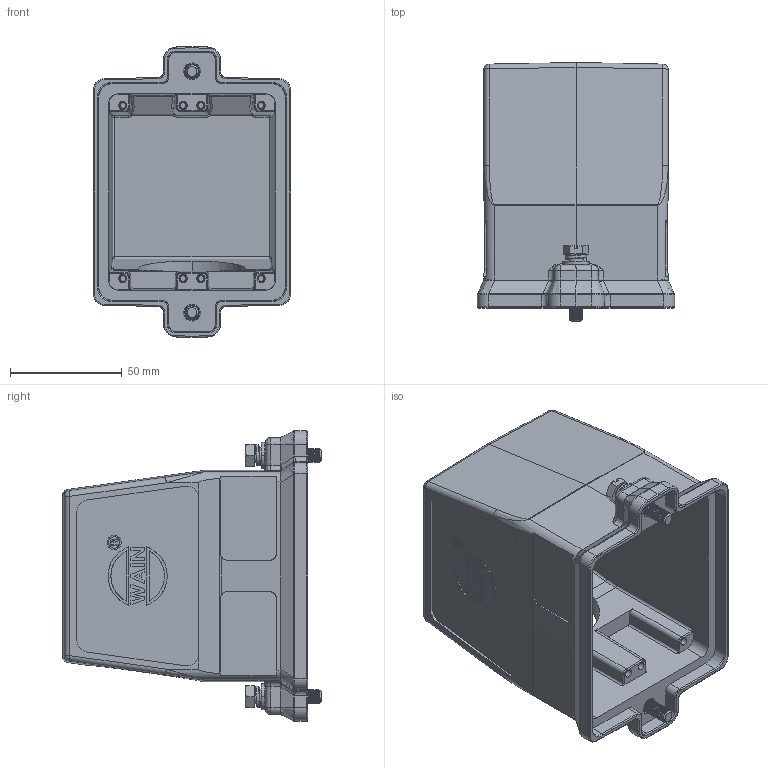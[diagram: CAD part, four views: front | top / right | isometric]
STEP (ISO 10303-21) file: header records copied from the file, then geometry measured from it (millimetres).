
FILE_DESCRIPTION((''),'2;1');
FILE_NAME('3D_1150325205006_HP32B-SEH-2S-M','2024-01-31T',('13001'),(''),'PRO/ENGINEER BY PARAMETRIC TECHNOLOGY CORPORATION, 2012480','PRO/ENGINEER BY PARAMETRIC TECHNOLOGY CORPORATION, 2012480','');
FILE_SCHEMA(('CONFIG_CONTROL_DESIGN'));
Length unit declared in the file: millimetre
Products named in the file (1): 3D_1150325205006_HP32B-SEH-2S-M
Bounding box: 88.3 x 115.75 x 130 mm (x, y, z)
Volume: 210157.1 mm3; surface area: 87763.2 mm2
Topology: 1 solids, 1 shells, 917 faces, 2320 edges, 1449 vertices
Faces by surface type: plane 336, cylinder 283, bspline 122, cone 78, extrusion 44, torus 42, sphere 12
Entity records: 38841 total; most frequent: CARTESIAN_POINT 18123, ORIENTED_EDGE 4616, DIRECTION 3773, EDGE_CURVE 2308, VERTEX_POINT 1449, AXIS2_PLACEMENT_3D 1291, VECTOR 1191, LINE 1147
